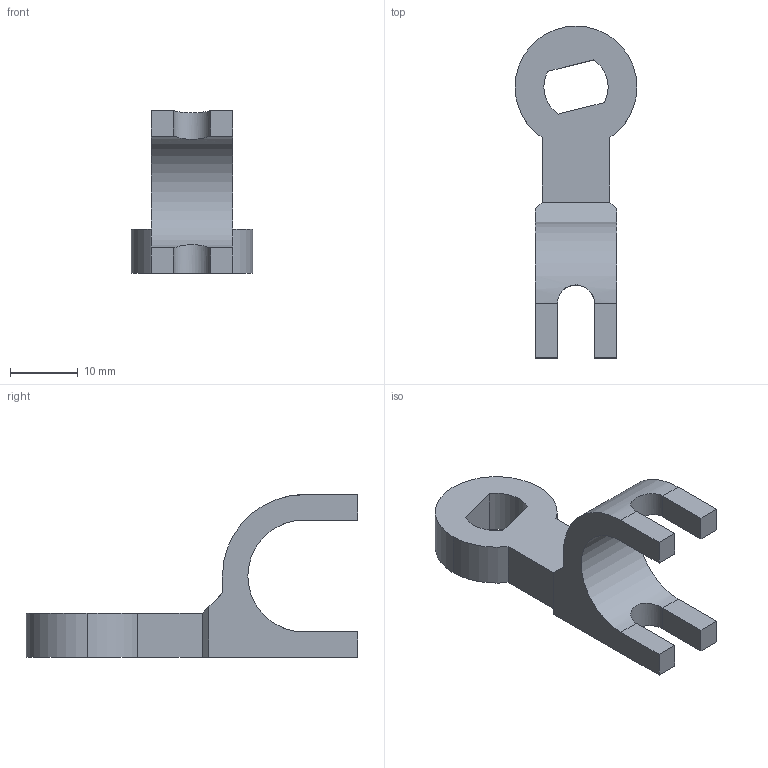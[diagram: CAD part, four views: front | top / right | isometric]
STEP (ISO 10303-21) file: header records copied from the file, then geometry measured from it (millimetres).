
FILE_DESCRIPTION (( 'STEP AP214' ), '1' );
FILE_NAME ('LeverArm.STEP', '2023-05-16T14:34:57', ( '' ), ( '' ), 'SwSTEP 2.0', 'SolidWorks 2022', '' );
FILE_SCHEMA (( 'AUTOMOTIVE_DESIGN' ));
Length unit declared in the file: millimetre
Products named in the file (1): LeverArm
Bounding box: 18 x 49 x 24 mm (x, y, z)
Volume: 4220.8 mm3; surface area: 2837.3 mm2
Topology: 1 solids, 1 shells, 36 faces, 94 edges, 60 vertices
Faces by surface type: plane 26, cylinder 10
Entity records: 1218 total; most frequent: CARTESIAN_POINT 286, ORIENTED_EDGE 188, DIRECTION 182, EDGE_CURVE 94, VECTOR 74, LINE 74, VERTEX_POINT 60, AXIS2_PLACEMENT_3D 54
